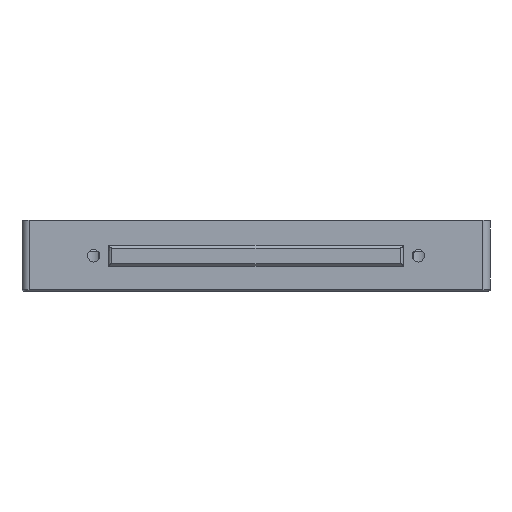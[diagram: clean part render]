
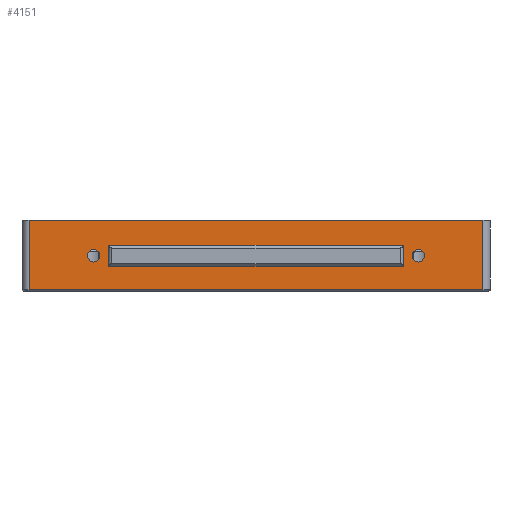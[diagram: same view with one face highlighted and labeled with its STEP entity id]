
A CAD part, top view. The second image highlights one B-rep face of the part: STEP entity #4151.
In plain terms, the highlighted planar face has unit normal (0, 0, 1).
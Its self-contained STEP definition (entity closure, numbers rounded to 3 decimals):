
#19=FACE_BOUND('',#442,.T.);
#20=FACE_BOUND('',#443,.T.);
#21=FACE_BOUND('',#444,.T.);
#99=PLANE('',#4407);
#228=FACE_OUTER_BOUND('',#441,.T.);
#441=EDGE_LOOP('',(#2876,#2877,#2878,#2879));
#442=EDGE_LOOP('',(#2880));
#443=EDGE_LOOP('',(#2881));
#444=EDGE_LOOP('',(#2882,#2883,#2884,#2885));
#677=CIRCLE('',#4408,1.75);
#678=CIRCLE('',#4409,1.75);
#902=LINE('',#6252,#1306);
#927=LINE('',#6323,#1331);
#928=LINE('',#6327,#1332);
#929=LINE('',#6328,#1333);
#930=LINE('',#6335,#1334);
#931=LINE('',#6337,#1335);
#932=LINE('',#6339,#1336);
#933=LINE('',#6340,#1337);
#1306=VECTOR('',#4874,10.);
#1331=VECTOR('',#4941,10.);
#1332=VECTOR('',#4946,10.);
#1333=VECTOR('',#4947,10.);
#1334=VECTOR('',#4952,10.);
#1335=VECTOR('',#4953,10.);
#1336=VECTOR('',#4954,10.);
#1337=VECTOR('',#4955,10.);
#1721=VERTEX_POINT('',#6249);
#1722=VERTEX_POINT('',#6251);
#1747=VERTEX_POINT('',#6322);
#1748=VERTEX_POINT('',#6326);
#1749=VERTEX_POINT('',#6329);
#1750=VERTEX_POINT('',#6331);
#1751=VERTEX_POINT('',#6333);
#1752=VERTEX_POINT('',#6334);
#1753=VERTEX_POINT('',#6336);
#1754=VERTEX_POINT('',#6338);
#2161=EDGE_CURVE('',#1721,#1722,#902,.T.);
#2197=EDGE_CURVE('',#1722,#1747,#927,.T.);
#2199=EDGE_CURVE('',#1748,#1721,#928,.T.);
#2200=EDGE_CURVE('',#1747,#1748,#929,.T.);
#2201=EDGE_CURVE('',#1749,#1749,#677,.T.);
#2202=EDGE_CURVE('',#1750,#1750,#678,.T.);
#2203=EDGE_CURVE('',#1751,#1752,#930,.T.);
#2204=EDGE_CURVE('',#1752,#1753,#931,.T.);
#2205=EDGE_CURVE('',#1753,#1754,#932,.T.);
#2206=EDGE_CURVE('',#1754,#1751,#933,.T.);
#2876=ORIENTED_EDGE('',*,*,#2161,.F.);
#2877=ORIENTED_EDGE('',*,*,#2199,.F.);
#2878=ORIENTED_EDGE('',*,*,#2200,.F.);
#2879=ORIENTED_EDGE('',*,*,#2197,.F.);
#2880=ORIENTED_EDGE('',*,*,#2201,.T.);
#2881=ORIENTED_EDGE('',*,*,#2202,.T.);
#2882=ORIENTED_EDGE('',*,*,#2203,.T.);
#2883=ORIENTED_EDGE('',*,*,#2204,.T.);
#2884=ORIENTED_EDGE('',*,*,#2205,.T.);
#2885=ORIENTED_EDGE('',*,*,#2206,.T.);
#4151=ADVANCED_FACE('',(#228,#19,#20,#21),#99,.T.);
#4407=AXIS2_PLACEMENT_3D('',#6325,#4944,#4945);
#4408=AXIS2_PLACEMENT_3D('',#6330,#4948,#4949);
#4409=AXIS2_PLACEMENT_3D('',#6332,#4950,#4951);
#4874=DIRECTION('',(-1.,0.,0.));
#4941=DIRECTION('',(0.,1.,0.));
#4944=DIRECTION('center_axis',(0.,0.,
1.));
#4945=DIRECTION('ref_axis',(-1.,0.,0.));
#4946=DIRECTION('',(0.,-1.,0.));
#4947=DIRECTION('',(1.,0.,0.));
#4948=DIRECTION('center_axis',(0.,0.,
-1.));
#4949=DIRECTION('ref_axis',(1.,0.,0.));
#4950=DIRECTION('center_axis',(0.,0.,
-1.));
#4951=DIRECTION('ref_axis',(1.,0.,0.));
#4952=DIRECTION('',(-1.,0.,0.));
#4953=DIRECTION('',(0.,1.,0.));
#4954=DIRECTION('',(1.,0.,0.));
#4955=DIRECTION('',(0.,-1.,0.));
#6249=CARTESIAN_POINT('',(138.725,389.972,118.684));
#6251=CARTESIAN_POINT('',(10.725,389.972,118.684));
#6252=CARTESIAN_POINT('',(62.325,389.972,118.684));
#6322=CARTESIAN_POINT('',(10.725,409.572,118.684));
#6323=CARTESIAN_POINT('',(10.725,404.572,118.684));
#6325=CARTESIAN_POINT('Origin',(67.925,409.572,118.684));
#6326=CARTESIAN_POINT('',(138.725,409.572,118.684));
#6327=CARTESIAN_POINT('',(138.725,399.572,118.684));
#6328=CARTESIAN_POINT('',(97.225,409.572,118.684));
#6329=CARTESIAN_POINT('',(118.726,399.572,118.684));
#6330=CARTESIAN_POINT('Origin',(120.476,399.572,118.684));
#6331=CARTESIAN_POINT('',(27.225,399.572,118.684));
#6332=CARTESIAN_POINT('Origin',(28.975,399.572,118.684));
#6333=CARTESIAN_POINT('',(116.226,396.572,118.684));
#6334=CARTESIAN_POINT('',(33.225,396.572,118.684));
#6335=CARTESIAN_POINT('',(68.45,396.572,118.684));
#6336=CARTESIAN_POINT('',(33.225,402.572,118.684));
#6337=CARTESIAN_POINT('',(33.225,398.072,118.684));
#6338=CARTESIAN_POINT('',(116.226,402.572,118.684));
#6339=CARTESIAN_POINT('',(85.7,402.572,118.684));
#6340=CARTESIAN_POINT('',(116.226,401.072,118.684));
